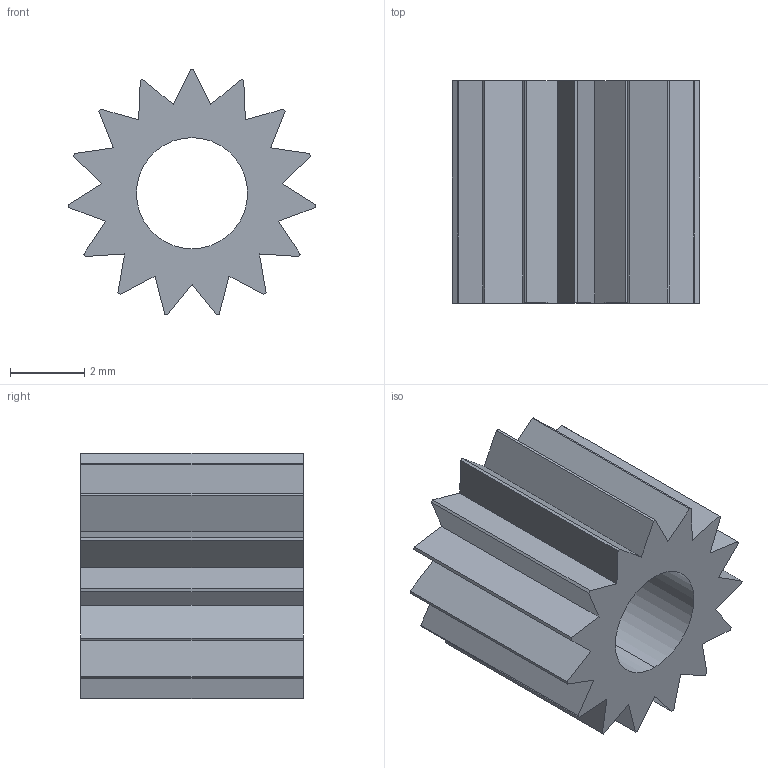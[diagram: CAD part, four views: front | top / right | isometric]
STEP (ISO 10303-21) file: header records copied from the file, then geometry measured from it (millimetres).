
FILE_DESCRIPTION (( 'STEP AP214' ), '1' );
FILE_NAME ('Engrenagem 15 dentes DI 3mm.STEP', '2020-08-23T23:42:17', ( '' ), ( '' ), 'SwSTEP 2.0', 'SolidWorks 2018', '' );
FILE_SCHEMA (( 'AUTOMOTIVE_DESIGN' ));
Length unit declared in the file: millimetre
Products named in the file (1): Engrenagem 15 dentes DI 3mm
Bounding box: 6.67 x 6 x 6.63 mm (x, y, z)
Volume: 114.3 mm3; surface area: 292.9 mm2
Topology: 1 solids, 1 shells, 49 faces, 141 edges, 94 vertices
Faces by surface type: plane 32, cylinder 17
Entity records: 1647 total; most frequent: CARTESIAN_POINT 285, ORIENTED_EDGE 282, DIRECTION 275, EDGE_CURVE 141, LINE 107, VECTOR 107, VERTEX_POINT 94, AXIS2_PLACEMENT_3D 84
